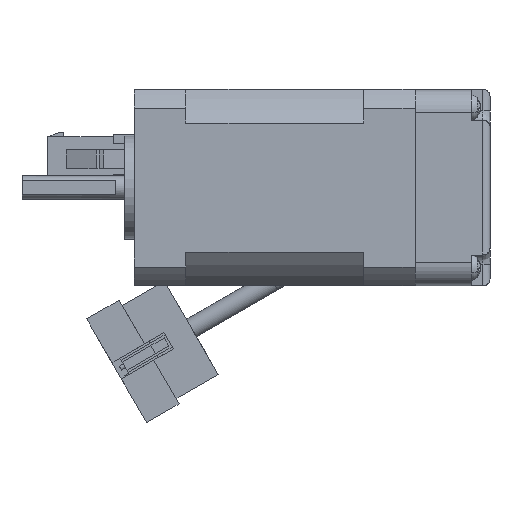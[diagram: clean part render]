
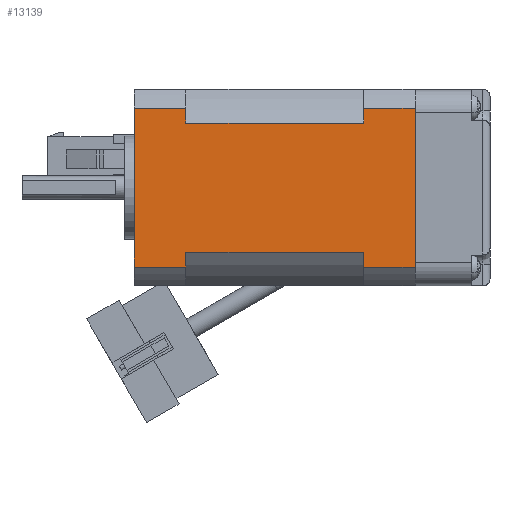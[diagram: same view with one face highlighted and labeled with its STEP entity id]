
A CAD part, front view. The second image highlights one B-rep face of the part: STEP entity #13139.
In plain terms, the highlighted face is planar.
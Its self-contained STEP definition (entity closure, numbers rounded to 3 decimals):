
#11 = ORIENTED_EDGE ( 'NONE', *, *, #11649, .F. ) ;
#187 = ORIENTED_EDGE ( 'NONE', *, *, #13483, .F. ) ;
#587 = LINE ( 'NONE', #23920, #5226 ) ;
#614 = VERTEX_POINT ( 'NONE', #22400 ) ;
#842 = VERTEX_POINT ( 'NONE', #19561 ) ;
#999 = VECTOR ( 'NONE', #1369, 1000. ) ;
#1369 = DIRECTION ( 'NONE',  ( 1., 0., 0. ) ) ;
#1398 = CARTESIAN_POINT ( 'NONE',  ( 4.029, 42., 49. ) ) ;
#1432 = LINE ( 'NONE', #21339, #22272 ) ;
#1665 = EDGE_CURVE ( 'NONE', #16075, #842, #14754, .T. ) ;
#1958 = CARTESIAN_POINT ( 'NONE',  ( 37.971, 42., 49. ) ) ;
#2076 = DIRECTION ( 'NONE',  ( 0., 0., -1. ) ) ;
#2126 = ORIENTED_EDGE ( 'NONE', *, *, #9222, .F. ) ;
#2162 = DIRECTION ( 'NONE',  ( 0., -1., 0. ) ) ;
#2541 = DIRECTION ( 'NONE',  ( 0., 0., 1. ) ) ;
#2855 = PLANE ( 'NONE',  #19552 ) ;
#3184 = CARTESIAN_POINT ( 'NONE',  ( 4.029, 42., 60. ) ) ;
#3227 = VECTOR ( 'NONE', #11502, 1000. ) ;
#3485 = CARTESIAN_POINT ( 'NONE',  ( 21., 42., 0. ) ) ;
#4325 = DIRECTION ( 'NONE',  ( 0., 0., -1. ) ) ;
#4472 = CARTESIAN_POINT ( 'NONE',  ( 4.029, 42., 60. ) ) ;
#4625 = CARTESIAN_POINT ( 'NONE',  ( 4.029, 42., 11. ) ) ;
#5226 = VECTOR ( 'NONE', #24004, 1000. ) ;
#6763 = LINE ( 'NONE', #17019, #12045 ) ;
#7673 = EDGE_CURVE ( 'NONE', #13322, #12326, #23076, .T. ) ;
#7866 = DIRECTION ( 'NONE',  ( -1., 0., 0. ) ) ;
#7895 = CARTESIAN_POINT ( 'NONE',  ( 4.029, 42., 11. ) ) ;
#7934 = VECTOR ( 'NONE', #23052, 1000. ) ;
#8608 = CARTESIAN_POINT ( 'NONE',  ( 7.234, 42., 49. ) ) ;
#8745 = VECTOR ( 'NONE', #7866, 1000. ) ;
#8828 = CARTESIAN_POINT ( 'NONE',  ( 37.971, 42., 11. ) ) ;
#8927 = ORIENTED_EDGE ( 'NONE', *, *, #25136, .F. ) ;
#8932 = EDGE_LOOP ( 'NONE', ( #22964, #24311, #11, #17815, #10131, #11328, #187, #13525, #15600, #8927, #2126, #11997 ) ) ;
#9222 = EDGE_CURVE ( 'NONE', #842, #22805, #587, .T. ) ;
#9496 = FACE_OUTER_BOUND ( 'NONE', #8932, .T. ) ;
#9525 = VERTEX_POINT ( 'NONE', #8608 ) ;
#9789 = EDGE_CURVE ( 'NONE', #19720, #13322, #10492, .T. ) ;
#9797 = VECTOR ( 'NONE', #4325, 1000. ) ;
#10131 = ORIENTED_EDGE ( 'NONE', *, *, #17586, .F. ) ;
#10492 = LINE ( 'NONE', #12895, #24855 ) ;
#10611 = CARTESIAN_POINT ( 'NONE',  ( 21., 42., 60. ) ) ;
#10791 = DIRECTION ( 'NONE',  ( -1., 0., 0. ) ) ;
#10945 = LINE ( 'NONE', #1398, #999 ) ;
#11179 = VECTOR ( 'NONE', #25339, 1000. ) ;
#11328 = ORIENTED_EDGE ( 'NONE', *, *, #13567, .T. ) ;
#11502 = DIRECTION ( 'NONE',  ( 0., 0., 1. ) ) ;
#11574 = CARTESIAN_POINT ( 'NONE',  ( 37.971, 42., 60. ) ) ;
#11649 = EDGE_CURVE ( 'NONE', #22050, #614, #15218, .T. ) ;
#11997 = ORIENTED_EDGE ( 'NONE', *, *, #1665, .F. ) ;
#12045 = VECTOR ( 'NONE', #16985, 1000. ) ;
#12326 = VERTEX_POINT ( 'NONE', #17026 ) ;
#12358 = VERTEX_POINT ( 'NONE', #20299 ) ;
#12895 = CARTESIAN_POINT ( 'NONE',  ( 37.971, 42., 60. ) ) ;
#13065 = CARTESIAN_POINT ( 'NONE',  ( 37.971, 42., 60. ) ) ;
#13139 = ADVANCED_FACE ( 'NONE', ( #9496 ), #2855, .F. ) ;
#13322 = VERTEX_POINT ( 'NONE', #13065 ) ;
#13483 = EDGE_CURVE ( 'NONE', #12326, #12358, #18105, .T. ) ;
#13525 = ORIENTED_EDGE ( 'NONE', *, *, #7673, .F. ) ;
#13567 = EDGE_CURVE ( 'NONE', #9525, #12358, #1432, .T. ) ;
#14754 = LINE ( 'NONE', #7895, #8745 ) ;
#15218 = LINE ( 'NONE', #4472, #9797 ) ;
#15600 = ORIENTED_EDGE ( 'NONE', *, *, #9789, .F. ) ;
#16075 = VERTEX_POINT ( 'NONE', #8828 ) ;
#16643 = LINE ( 'NONE', #25472, #11179 ) ;
#16985 = DIRECTION ( 'NONE',  ( -1., 0., 0. ) ) ;
#17019 = CARTESIAN_POINT ( 'NONE',  ( 21., 42., 11. ) ) ;
#17024 = VECTOR ( 'NONE', #21111, 1000. ) ;
#17026 = CARTESIAN_POINT ( 'NONE',  ( 4.029, 42., 60. ) ) ;
#17224 = CARTESIAN_POINT ( 'NONE',  ( 7.234, 42., 11. ) ) ;
#17586 = EDGE_CURVE ( 'NONE', #9525, #20949, #16643, .T. ) ;
#17658 = LINE ( 'NONE', #3485, #17024 ) ;
#17815 = ORIENTED_EDGE ( 'NONE', *, *, #20967, .F. ) ;
#18105 = LINE ( 'NONE', #23144, #7934 ) ;
#18269 = VECTOR ( 'NONE', #10791, 1000. ) ;
#19552 = AXIS2_PLACEMENT_3D ( 'NONE', #3184, #2162, #2076 ) ;
#19561 = CARTESIAN_POINT ( 'NONE',  ( 34.766, 42., 11. ) ) ;
#19720 = VERTEX_POINT ( 'NONE', #1958 ) ;
#20299 = CARTESIAN_POINT ( 'NONE',  ( 4.029, 42., 49. ) ) ;
#20949 = VERTEX_POINT ( 'NONE', #17224 ) ;
#20967 = EDGE_CURVE ( 'NONE', #20949, #22050, #6763, .T. ) ;
#21111 = DIRECTION ( 'NONE',  ( -1., 0., 0. ) ) ;
#21339 = CARTESIAN_POINT ( 'NONE',  ( 21., 42., 49. ) ) ;
#21361 = DIRECTION ( 'NONE',  ( -1., 0., 0. ) ) ;
#22050 = VERTEX_POINT ( 'NONE', #4625 ) ;
#22272 = VECTOR ( 'NONE', #21361, 1000. ) ;
#22400 = CARTESIAN_POINT ( 'NONE',  ( 4.029, 42., 0. ) ) ;
#22805 = VERTEX_POINT ( 'NONE', #23857 ) ;
#22894 = VERTEX_POINT ( 'NONE', #25169 ) ;
#22964 = ORIENTED_EDGE ( 'NONE', *, *, #24230, .F. ) ;
#23052 = DIRECTION ( 'NONE',  ( 0., 0., -1. ) ) ;
#23076 = LINE ( 'NONE', #10611, #18269 ) ;
#23144 = CARTESIAN_POINT ( 'NONE',  ( 4.029, 42., 60. ) ) ;
#23857 = CARTESIAN_POINT ( 'NONE',  ( 34.766, 42., 49. ) ) ;
#23920 = CARTESIAN_POINT ( 'NONE',  ( 34.766, 42., 60. ) ) ;
#24004 = DIRECTION ( 'NONE',  ( 0., 0., 1. ) ) ;
#24230 = EDGE_CURVE ( 'NONE', #22894, #16075, #24714, .T. ) ;
#24311 = ORIENTED_EDGE ( 'NONE', *, *, #25573, .T. ) ;
#24714 = LINE ( 'NONE', #11574, #3227 ) ;
#24855 = VECTOR ( 'NONE', #2541, 1000. ) ;
#25136 = EDGE_CURVE ( 'NONE', #22805, #19720, #10945, .T. ) ;
#25169 = CARTESIAN_POINT ( 'NONE',  ( 37.971, 42., 0. ) ) ;
#25339 = DIRECTION ( 'NONE',  ( 0., 0., -1. ) ) ;
#25472 = CARTESIAN_POINT ( 'NONE',  ( 7.234, 42., 11. ) ) ;
#25573 = EDGE_CURVE ( 'NONE', #22894, #614, #17658, .T. ) ;
